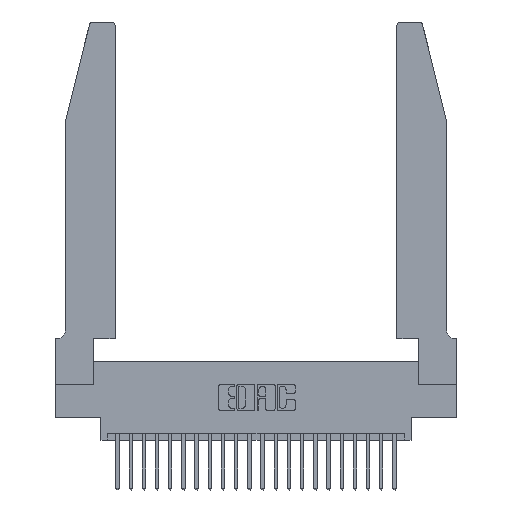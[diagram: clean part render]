
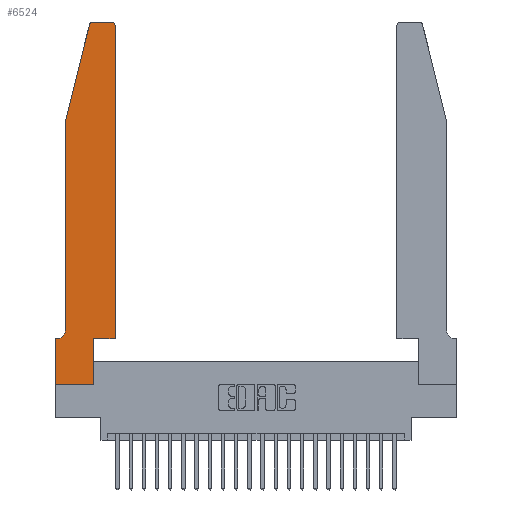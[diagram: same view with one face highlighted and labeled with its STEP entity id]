
A CAD part, top view. The second image highlights one B-rep face of the part: STEP entity #6524.
In plain terms, the highlighted planar face has unit normal (0, 0, 1).
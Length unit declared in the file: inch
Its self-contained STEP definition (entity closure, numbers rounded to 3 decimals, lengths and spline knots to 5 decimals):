
#785 = VECTOR ( 'NONE', #20866, 39.37008 ) ;
#810 = LINE ( 'NONE', #23522, #5380 ) ;
#1309 = VERTEX_POINT ( 'NONE', #15494 ) ;
#1343 = DIRECTION ( 'NONE',  ( 0., 0., 1. ) ) ;
#1370 = CARTESIAN_POINT ( 'NONE',  ( 0.2865, 0., 0.37 ) ) ;
#1728 = EDGE_CURVE ( 'NONE', #1309, #24661, #23912, .T. ) ;
#2132 = EDGE_CURVE ( 'NONE', #7412, #8328, #810, .T. ) ;
#2600 = EDGE_CURVE ( 'NONE', #21399, #1309, #5951, .T. ) ;
#2947 = EDGE_CURVE ( 'NONE', #5664, #15625, #22884, .T. ) ;
#3329 = VERTEX_POINT ( 'NONE', #14256 ) ;
#3804 = AXIS2_PLACEMENT_3D ( 'NONE', #12890, #1343, #14790 ) ;
#4147 = ORIENTED_EDGE ( 'NONE', *, *, #4170, .T. ) ;
#4168 = AXIS2_PLACEMENT_3D ( 'NONE', #4195, #17570, #6098 ) ;
#4170 = EDGE_CURVE ( 'NONE', #20416, #7412, #18962, .T. ) ;
#4195 = CARTESIAN_POINT ( 'NONE',  ( 0.0055, 0.42, 0.37 ) ) ;
#4309 = CARTESIAN_POINT ( 'NONE',  ( 0.284, 2.75, 0.37 ) ) ;
#4741 = EDGE_CURVE ( 'NONE', #24661, #20416, #21606, .T. ) ;
#5031 = ORIENTED_EDGE ( 'NONE', *, *, #2947, .T. ) ;
#5235 = CARTESIAN_POINT ( 'NONE',  ( 0.0755, 0.35, 0.37 ) ) ;
#5352 = DIRECTION ( 'NONE',  ( 1., 0., 0. ) ) ;
#5355 = ORIENTED_EDGE ( 'NONE', *, *, #22476, .T. ) ;
#5380 = VECTOR ( 'NONE', #12064, 39.37008 ) ;
#5407 = PLANE ( 'NONE',  #5602 ) ;
#5602 = AXIS2_PLACEMENT_3D ( 'NONE', #18711, #7358, #20707 ) ;
#5664 = VERTEX_POINT ( 'NONE', #19904 ) ;
#5798 = VECTOR ( 'NONE', #13993, 39.37008 ) ;
#5805 = EDGE_CURVE ( 'NONE', #16662, #21399, #23965, .T. ) ;
#5951 = LINE ( 'NONE', #24755, #785 ) ;
#6098 = DIRECTION ( 'NONE',  ( -1., 0., 0. ) ) ;
#6141 = VERTEX_POINT ( 'NONE', #6261 ) ;
#6261 = CARTESIAN_POINT ( 'NONE',  ( 0.25487, 2.72718, 0.37 ) ) ;
#6283 = DIRECTION ( 'NONE',  ( 0., 0., 1. ) ) ;
#6395 = CARTESIAN_POINT ( 'NONE',  ( 0.4505, 2.72, 0.37 ) ) ;
#6524 = ADVANCED_FACE ( 'NONE', ( #14704 ), #5407, .T. ) ;
#7081 = VECTOR ( 'NONE', #20520, 39.37008 ) ;
#7220 = DIRECTION ( 'NONE',  ( 1., 0., 0. ) ) ;
#7358 = DIRECTION ( 'NONE',  ( 0., 0., 1. ) ) ;
#7412 = VERTEX_POINT ( 'NONE', #11143 ) ;
#7450 = AXIS2_PLACEMENT_3D ( 'NONE', #17747, #6283, #19656 ) ;
#7518 = CARTESIAN_POINT ( 'NONE',  ( 0., 0.35, 0.37 ) ) ;
#7747 = ORIENTED_EDGE ( 'NONE', *, *, #5805, .T. ) ;
#8328 = VERTEX_POINT ( 'NONE', #4309 ) ;
#8962 = CARTESIAN_POINT ( 'NONE',  ( 0.0755, 2., 0.37 ) ) ;
#10339 = ORIENTED_EDGE ( 'NONE', *, *, #2132, .T. ) ;
#10467 = ORIENTED_EDGE ( 'NONE', *, *, #1728, .T. ) ;
#11076 = CARTESIAN_POINT ( 'NONE',  ( 0.4505, 0.35, 0.37 ) ) ;
#11143 = CARTESIAN_POINT ( 'NONE',  ( 0.4205, 2.75, 0.37 ) ) ;
#11400 = CARTESIAN_POINT ( 'NONE',  ( 0.4505, 0.35, 0.37 ) ) ;
#11550 = EDGE_CURVE ( 'NONE', #8328, #6141, #22554, .T. ) ;
#12064 = DIRECTION ( 'NONE',  ( -1., 0., 0. ) ) ;
#12525 = ORIENTED_EDGE ( 'NONE', *, *, #4741, .T. ) ;
#12798 = DIRECTION ( 'NONE',  ( 0., 1., 0. ) ) ;
#12890 = CARTESIAN_POINT ( 'NONE',  ( 0.4205, 2.72, 0.37 ) ) ;
#13811 = VERTEX_POINT ( 'NONE', #24367 ) ;
#13848 = VECTOR ( 'NONE', #7220, 39.37008 ) ;
#13993 = DIRECTION ( 'NONE',  ( 0., -1., 0. ) ) ;
#14234 = DIRECTION ( 'NONE',  ( 0., -1., 0. ) ) ;
#14256 = CARTESIAN_POINT ( 'NONE',  ( 0.0755, 0.42, 0.37 ) ) ;
#14346 = VECTOR ( 'NONE', #14234, 39.37008 ) ;
#14674 = DIRECTION ( 'NONE',  ( -0.239, -0.971, 0. ) ) ;
#14704 = FACE_OUTER_BOUND ( 'NONE', #16341, .T. ) ;
#14790 = DIRECTION ( 'NONE',  ( 1., 0., 0. ) ) ;
#14812 = ORIENTED_EDGE ( 'NONE', *, *, #11550, .T. ) ;
#15494 = CARTESIAN_POINT ( 'NONE',  ( 0.2865, 0.35, 0.37 ) ) ;
#15625 = VERTEX_POINT ( 'NONE', #7518 ) ;
#16341 = EDGE_LOOP ( 'NONE', ( #10339, #14812, #5355, #17283, #18929, #5031, #18491, #7747, #21756, #10467, #12525, #4147 ) ) ;
#16552 = VECTOR ( 'NONE', #12798, 39.37008 ) ;
#16662 = VERTEX_POINT ( 'NONE', #23878 ) ;
#17283 = ORIENTED_EDGE ( 'NONE', *, *, #22878, .T. ) ;
#17570 = DIRECTION ( 'NONE',  ( 0., 0., -1. ) ) ;
#17747 = CARTESIAN_POINT ( 'NONE',  ( 0.284, 2.72, 0.37 ) ) ;
#18278 = VECTOR ( 'NONE', #5352, 39.37008 ) ;
#18491 = ORIENTED_EDGE ( 'NONE', *, *, #21194, .T. ) ;
#18711 = CARTESIAN_POINT ( 'NONE',  ( 0., 0.35, 0.37 ) ) ;
#18929 = ORIENTED_EDGE ( 'NONE', *, *, #20960, .T. ) ;
#18962 = CIRCLE ( 'NONE', #3804, 0.03 ) ;
#19265 = VECTOR ( 'NONE', #14674, 39.37008 ) ;
#19656 = DIRECTION ( 'NONE',  ( 1., 0., 0. ) ) ;
#19659 = CARTESIAN_POINT ( 'NONE',  ( 0.0755, 2., 0.37 ) ) ;
#19879 = LINE ( 'NONE', #8962, #19265 ) ;
#19904 = CARTESIAN_POINT ( 'NONE',  ( 0.0055, 0.35, 0.37 ) ) ;
#20416 = VERTEX_POINT ( 'NONE', #6395 ) ;
#20520 = DIRECTION ( 'NONE',  ( -1., 0., 0. ) ) ;
#20606 = LINE ( 'NONE', #21970, #14346 ) ;
#20707 = DIRECTION ( 'NONE',  ( 1., 0., 0. ) ) ;
#20866 = DIRECTION ( 'NONE',  ( 0., 1., 0. ) ) ;
#20960 = EDGE_CURVE ( 'NONE', #3329, #5664, #24759, .T. ) ;
#21044 = LINE ( 'NONE', #19659, #5798 ) ;
#21194 = EDGE_CURVE ( 'NONE', #15625, #16662, #20606, .T. ) ;
#21399 = VERTEX_POINT ( 'NONE', #1370 ) ;
#21606 = LINE ( 'NONE', #22278, #16552 ) ;
#21756 = ORIENTED_EDGE ( 'NONE', *, *, #2600, .T. ) ;
#21970 = CARTESIAN_POINT ( 'NONE',  ( 0., 0., 0.37 ) ) ;
#22278 = CARTESIAN_POINT ( 'NONE',  ( 0.4505, 0.35, 0.37 ) ) ;
#22463 = CARTESIAN_POINT ( 'NONE',  ( 0., 0., 0.37 ) ) ;
#22476 = EDGE_CURVE ( 'NONE', #6141, #13811, #19879, .T. ) ;
#22554 = CIRCLE ( 'NONE', #7450, 0.03 ) ;
#22878 = EDGE_CURVE ( 'NONE', #13811, #3329, #21044, .T. ) ;
#22884 = LINE ( 'NONE', #5235, #7081 ) ;
#23522 = CARTESIAN_POINT ( 'NONE',  ( 0.2605, 2.75, 0.37 ) ) ;
#23878 = CARTESIAN_POINT ( 'NONE',  ( 0., 0., 0.37 ) ) ;
#23912 = LINE ( 'NONE', #11076, #18278 ) ;
#23965 = LINE ( 'NONE', #22463, #13848 ) ;
#24367 = CARTESIAN_POINT ( 'NONE',  ( 0.0755, 2., 0.37 ) ) ;
#24661 = VERTEX_POINT ( 'NONE', #11400 ) ;
#24755 = CARTESIAN_POINT ( 'NONE',  ( 0.2865, 0.35, 0.37 ) ) ;
#24759 = CIRCLE ( 'NONE', #4168, 0.07 ) ;
